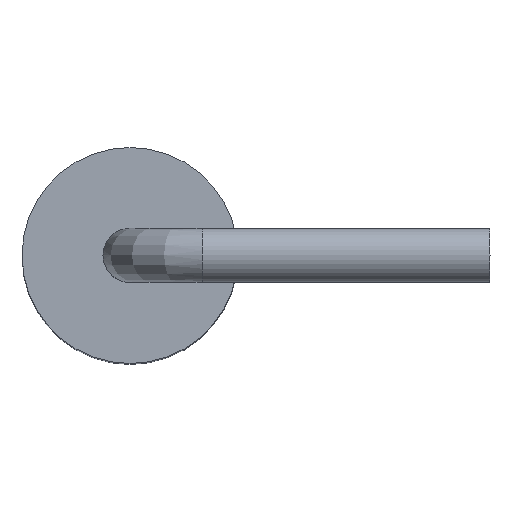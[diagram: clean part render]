
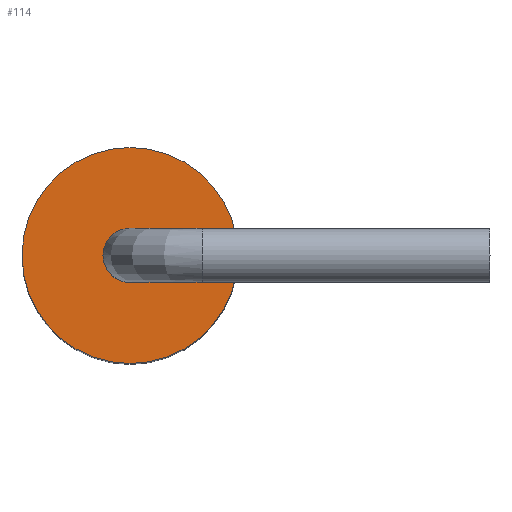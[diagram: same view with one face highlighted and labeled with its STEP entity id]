
A CAD part, top view. The second image highlights one B-rep face of the part: STEP entity #114.
In plain terms, the highlighted planar face has unit normal (0, 0, 1).
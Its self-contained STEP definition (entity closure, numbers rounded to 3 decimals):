
#17=PLANE($,#136);
#23=FACE_BOUND($,#47,.T.);
#32=FACE_OUTER_BOUND($,#46,.T.);
#46=EDGE_LOOP($,(#100));
#47=EDGE_LOOP($,(#101));
#56=CIRCLE($,#130,0.75);
#57=CIRCLE($,#133,3.);
#66=VERTEX_POINT($,#242);
#67=VERTEX_POINT($,#246);
#77=EDGE_CURVE($,#66,#66,#56,.T.);
#78=EDGE_CURVE($,#67,#67,#57,.T.);
#100=ORIENTED_EDGE($,*,*,#78,.T.);
#101=ORIENTED_EDGE($,*,*,#77,.T.);
#114=ADVANCED_FACE($,(#32,#23),#17,.T.);
#130=AXIS2_PLACEMENT_3D($,#243,#163,#164);
#133=AXIS2_PLACEMENT_3D($,#247,#169,#170);
#136=AXIS2_PLACEMENT_3D($,#251,#175,#176);
#163=DIRECTION('center_axis',(0.,0.,-1.));
#164=DIRECTION('ref_axis',(0.,-1.,0.));
#169=DIRECTION('center_axis',(0.,0.,1.));
#170=DIRECTION('ref_axis',(-1.,0.,0.));
#175=DIRECTION('center_axis',(0.,0.,1.));
#176=DIRECTION('ref_axis',(1.,0.,0.));
#242=CARTESIAN_POINT('',(0.75,0.,15.));
#243=CARTESIAN_POINT('Origin',(0.,0.,15.));
#246=CARTESIAN_POINT('',(3.,0.,15.));
#247=CARTESIAN_POINT('Origin',(0.,0.,15.));
#251=CARTESIAN_POINT('Origin',(0.,0.,
15.));
